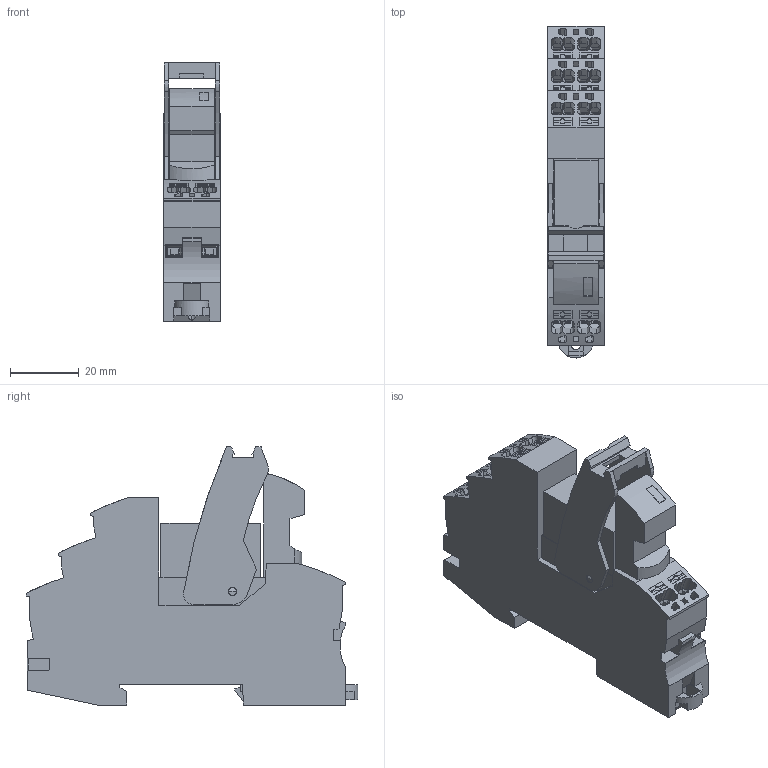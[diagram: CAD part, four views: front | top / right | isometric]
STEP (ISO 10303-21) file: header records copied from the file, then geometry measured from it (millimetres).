
FILE_DESCRIPTION(('Creo Elements/Direct Modeling STEP Export'),'2;1');
FILE_NAME('model.stp','2023-08-26T 0:07:20',(''),(''),'Creo Elements/Direct Modeling STEP processor for AP214 (Solid Model)','Creo Elements/Direct Modeling 20.1D 10-Oct-2020 (C) Parametric Technology GmbH','');
FILE_SCHEMA(('AUTOMOTIVE_DESIGN { 1 0 10303 214 1 1 1 1 }'));
Length unit declared in the file: millimetre
Products named in the file (5): REL-MR-...C_21...-select; RIF-1-BPT-16-Base-select; RIF-LED-Modul-select; RIF-RH-1-select; RIF-1-PT-16-WH_Relais-STM-Group-select
Assembly tree (4 placements, depth 2):
  RIF-1-PT-16-WH_Relais-STM-Group-select
    RIF-RH-1-select
    RIF-LED-Modul-select
    RIF-1-BPT-16-Base-select
    REL-MR-...C_21...-select
Bounding box: 16.3 x 96.47 x 75.05 mm (x, y, z)
Volume: 65020.2 mm3; surface area: 26394.4 mm2
Topology: 4 solids, 4 shells, 1123 faces, 3062 edges, 2010 vertices
Faces by surface type: plane 925, cylinder 166, extrusion 17, bspline 13, cone 2
Entity records: 46866 total; most frequent: CARTESIAN_POINT 16163, ORIENTED_EDGE 6124, DIRECTION 5009, EDGE_CURVE 3062, VECTOR 2351, LINE 2330, VERTEX_POINT 2010, AXIS2_PLACEMENT_3D 1329
